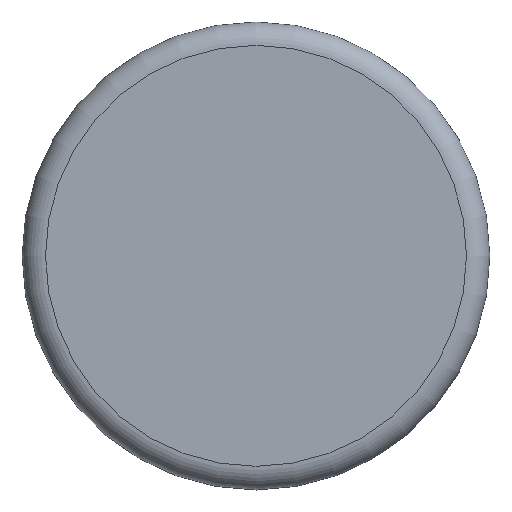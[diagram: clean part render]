
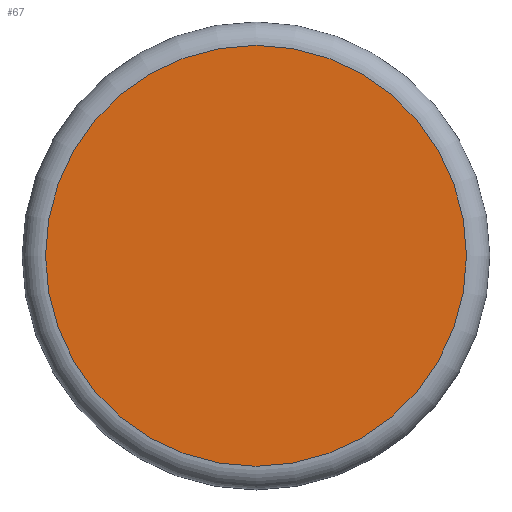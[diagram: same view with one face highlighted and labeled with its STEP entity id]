
A CAD part, top view. The second image highlights one B-rep face of the part: STEP entity #67.
In plain terms, the highlighted planar face has unit normal (0, 0, 1).
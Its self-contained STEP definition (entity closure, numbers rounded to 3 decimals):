
#16=PLANE('',#92);
#24=FACE_OUTER_BOUND('',#29,.T.);
#29=EDGE_LOOP('',(#60));
#34=CIRCLE('',#90,2.25);
#39=VERTEX_POINT('',#131);
#45=EDGE_CURVE('',#39,#39,#34,.T.);
#60=ORIENTED_EDGE('',*,*,#45,.F.);
#67=ADVANCED_FACE('',(#24),#16,.T.);
#90=AXIS2_PLACEMENT_3D('',#132,#112,#113);
#92=AXIS2_PLACEMENT_3D('',#134,#116,#117);
#112=DIRECTION('center_axis',(0.,0.,-1.));
#113=DIRECTION('ref_axis',(1.,0.,0.));
#116=DIRECTION('center_axis',(0.,0.,1.));
#117=DIRECTION('ref_axis',(1.,0.,0.));
#131=CARTESIAN_POINT('',(-2.25,0.,2.));
#132=CARTESIAN_POINT('Origin',(0.,0.,2.));
#134=CARTESIAN_POINT('Origin',(0.,0.,2.));
